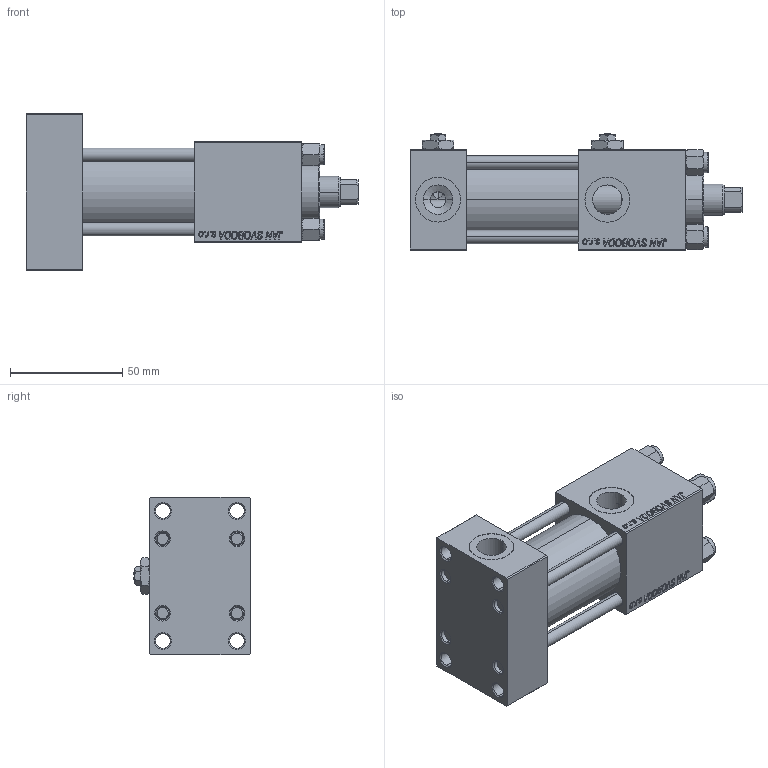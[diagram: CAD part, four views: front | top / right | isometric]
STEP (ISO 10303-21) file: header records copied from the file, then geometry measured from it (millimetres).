
FILE_DESCRIPTION (( 'STEP AP203' ), '1' );
FILE_NAME ('94d3.STEP', '2023-08-22T23:03:07', ( '' ), ( '' ), 'SwSTEP 2.0', 'SolidWorks 2019', '' );
FILE_SCHEMA (( 'CONFIG_CONTROL_DESIGN' ));
Length unit declared in the file: millimetre
Products named in the file (7): 94d3; V215CR_TYCINKA_E b782be517d64e44a3ef825ab7f56f5bc; Zatka_pro_OIL_PORT b782be517d64e44a3ef825ab7f56f5bc; V215CR_E_Body b782be517d64e44a3ef825ab7f56f5bc; NUT_M5_E b782be517d64e44a3ef825ab7f56f5bc; V215CR_VCP_E b782be517d64e44a3ef825ab7f56f5bc; V215_VC_A b782be517d64e44a3ef825ab7f56f5bc
Assembly tree (13 placements, depth 2):
  94d3
    V215CR_E_Body b782be517d64e44a3ef825ab7f56f5bc
    V215CR_VCP_E b782be517d64e44a3ef825ab7f56f5bc
    V215CR_TYCINKA_E b782be517d64e44a3ef825ab7f56f5bc  x4
    NUT_M5_E b782be517d64e44a3ef825ab7f56f5bc  x4
    V215_VC_A b782be517d64e44a3ef825ab7f56f5bc
    Zatka_pro_OIL_PORT b782be517d64e44a3ef825ab7f56f5bc  x2
Bounding box: 148 x 52 x 70 mm (x, y, z)
Volume: 217793.8 mm3; surface area: 78247.2 mm2
Topology: 13 solids, 13 shells, 1235 faces, 3092 edges, 1990 vertices
Faces by surface type: plane 544, bspline 392, cone 194, cylinder 97, torus 8
Entity records: 51997 total; most frequent: CARTESIAN_POINT 27676, ORIENTED_EDGE 5484, DIRECTION 3520, EDGE_CURVE 2742, VERTEX_POINT 1788, LINE 1608, VECTOR 1608, EDGE_LOOP 1210
